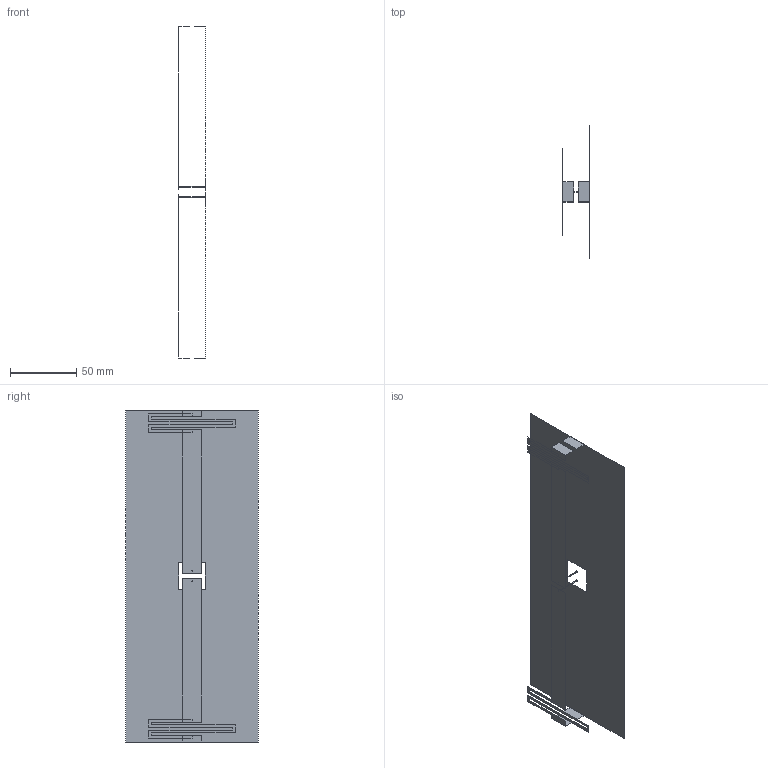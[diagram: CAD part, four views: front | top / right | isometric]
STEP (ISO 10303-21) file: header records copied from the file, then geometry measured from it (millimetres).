
FILE_DESCRIPTION(('STEP AP214'),'1');
FILE_NAME('Conductor.stp','2023-03-14T13:54:48',('Joris'),(' '),'Spatial InterOp 3D','CST ACIS InterOp Converter 2021',' ');
FILE_SCHEMA(('AUTOMOTIVE_DESIGN { 1 0 10303 214 1 1 1 1 }'));
Length unit declared in the file: millimetre
Products named in the file (1): cond/MS1|1_Shield
Bounding box: 20 x 100 x 250 mm (x, y, z)
Volume: 7.9 mm3; surface area: 29354.1 mm2
Topology: 2 solids, 15 shells, 21 faces, 96 edges, 92 vertices
Faces by surface type: plane 17, cylinder 4
Entity records: 1215 total; most frequent: CARTESIAN_POINT 224, DIRECTION 180, ORIENTED_EDGE 108, EDGE_CURVE 96, VERTEX_POINT 92, LINE 84, VECTOR 84, AXIS2_PLACEMENT_3D 48
